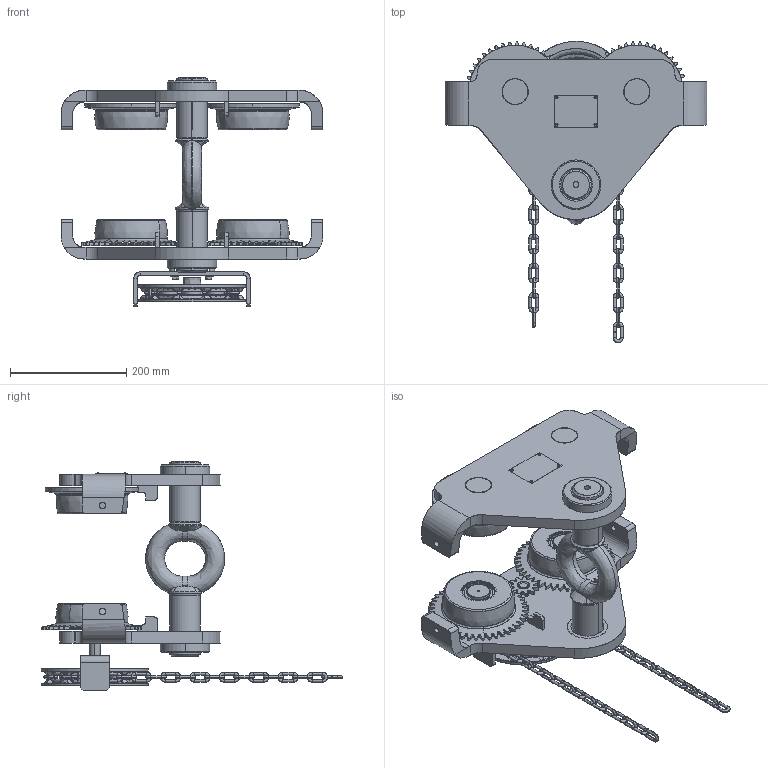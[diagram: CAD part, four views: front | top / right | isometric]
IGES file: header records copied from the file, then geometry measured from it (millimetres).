
Start section: SolidWorks IGES file using analytic representation for surfaces
Global section: file name: 05341282 HTG-A 5000.IGS; native system: SolidWorks 2015; preprocessor: SolidWorks 2015; author: sawwu; date: 180117.085355; units: millimetre
Bounding box: 450 x 517.75 x 394.5 mm (x, y, z)
Surface area: 896944.9 mm2 (no closed solid volume)
Topology: 0 solids, 0 shells, 1706 faces, 21094 edges, 21081 vertices
Faces by surface type: revolution 1087, bspline 619
